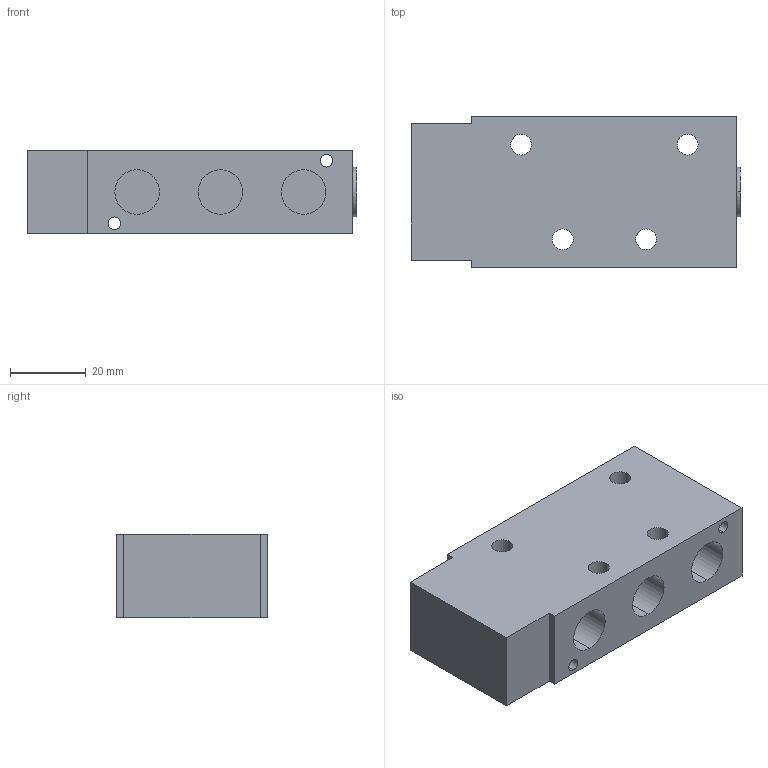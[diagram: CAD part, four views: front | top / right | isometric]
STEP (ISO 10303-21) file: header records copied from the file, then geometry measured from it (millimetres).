
FILE_DESCRIPTION (( 'STEP AP203' ), '1' );
FILE_NAME ('P.510.701.GTT.STEP', '2018-11-22T13:38:30', ( '' ), ( '' ), 'SwSTEP 2.0', 'SolidWorks 2013', '' );
FILE_SCHEMA (( 'CONFIG_CONTROL_DESIGN' ));
Length unit declared in the file: millimetre
Products named in the file (1): P.510.701.GTT
Bounding box: 87 x 40 x 22 mm (x, y, z)
Volume: 64528.1 mm3; surface area: 17180.3 mm2
Topology: 2 solids, 2 shells, 47 faces, 108 edges, 72 vertices
Faces by surface type: cylinder 28, plane 19
Entity records: 1457 total; most frequent: DIRECTION 260, CARTESIAN_POINT 228, ORIENTED_EDGE 216, EDGE_CURVE 108, AXIS2_PLACEMENT_3D 104, VERTEX_POINT 72, EDGE_LOOP 66, CIRCLE 56
